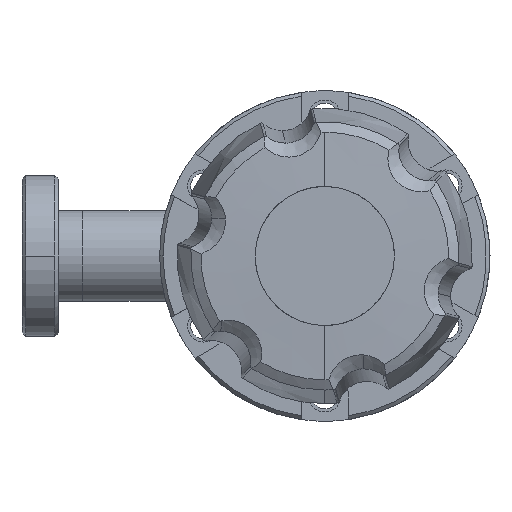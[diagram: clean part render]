
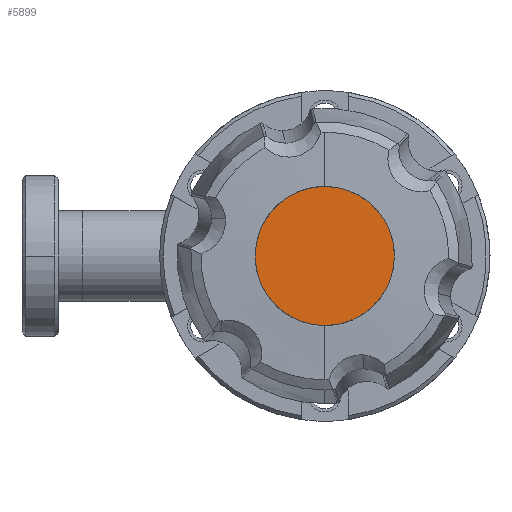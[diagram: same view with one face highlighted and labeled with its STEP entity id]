
A CAD part, left-side view. The second image highlights one B-rep face of the part: STEP entity #5899.
In plain terms, the highlighted planar face has unit normal (-1, 0, 0).
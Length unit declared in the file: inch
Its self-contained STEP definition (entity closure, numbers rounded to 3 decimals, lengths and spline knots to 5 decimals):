
#580 = AXIS2_PLACEMENT_3D ( 'NONE', #4739, #14026, #6080 ) ;
#652 = VERTEX_POINT ( 'NONE', #3867 ) ;
#755 = AXIS2_PLACEMENT_3D ( 'NONE', #1724, #7142, #16420 ) ;
#1724 = CARTESIAN_POINT ( 'NONE',  ( -4.00344, 0.27811, 0.07287 ) ) ;
#2642 = VERTEX_POINT ( 'NONE', #3828 ) ;
#2665 = EDGE_CURVE ( 'NONE', #652, #2642, #6113, .T. ) ;
#3828 = CARTESIAN_POINT ( 'NONE',  ( -4.00344, -0.575, 0. ) ) ;
#3867 = CARTESIAN_POINT ( 'NONE',  ( -4.00344, 0.575, 0. ) ) ;
#4739 = CARTESIAN_POINT ( 'NONE',  ( -4.00344, 0., 0. ) ) ;
#5899 = ADVANCED_FACE ( 'NONE', ( #12273 ), #15069, .T. ) ;
#6080 = DIRECTION ( 'NONE',  ( 0., -1., 0. ) ) ;
#6113 = CIRCLE ( 'NONE', #11332, 0.575 ) ;
#7142 = DIRECTION ( 'NONE',  ( -1., 0., 0. ) ) ;
#10661 = CIRCLE ( 'NONE', #580, 0.575 ) ;
#10708 = ORIENTED_EDGE ( 'NONE', *, *, #2665, .T. ) ;
#11332 = AXIS2_PLACEMENT_3D ( 'NONE', #15711, #15665, #15608 ) ;
#12273 = FACE_OUTER_BOUND ( 'NONE', #13753, .T. ) ;
#12487 = ORIENTED_EDGE ( 'NONE', *, *, #13647, .T. ) ;
#13647 = EDGE_CURVE ( 'NONE', #2642, #652, #10661, .T. ) ;
#13753 = EDGE_LOOP ( 'NONE', ( #12487, #10708 ) ) ;
#14026 = DIRECTION ( 'NONE',  ( -1., 0., 0. ) ) ;
#15069 = PLANE ( 'NONE',  #755 ) ;
#15608 = DIRECTION ( 'NONE',  ( 0., -1., 0. ) ) ;
#15665 = DIRECTION ( 'NONE',  ( -1., 0., 0. ) ) ;
#15711 = CARTESIAN_POINT ( 'NONE',  ( -4.00344, 0., 0. ) ) ;
#16420 = DIRECTION ( 'NONE',  ( 0., 0., 1. ) ) ;
